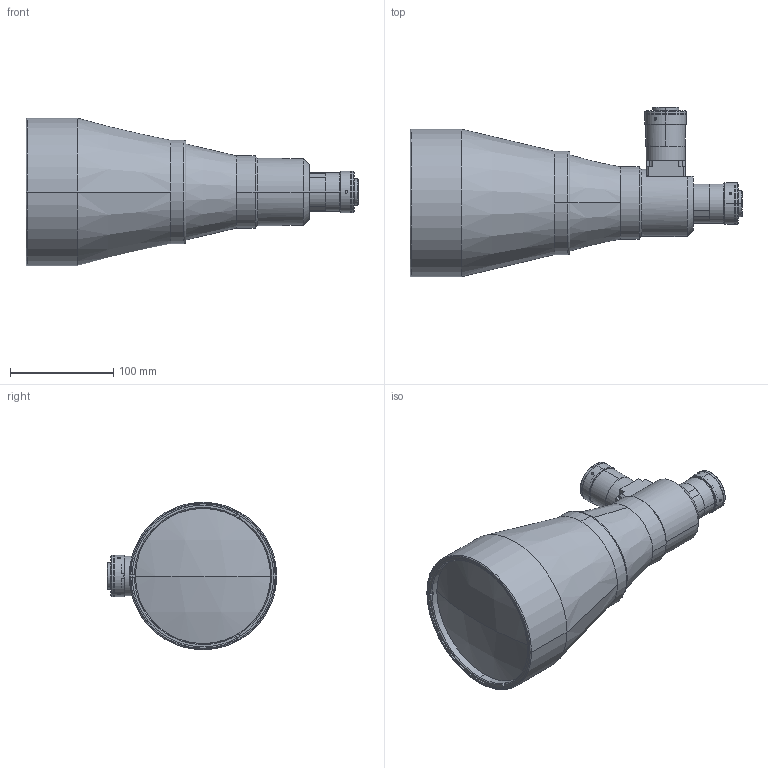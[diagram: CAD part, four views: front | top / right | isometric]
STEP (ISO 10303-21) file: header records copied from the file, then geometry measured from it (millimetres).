
FILE_DESCRIPTION (( 'STEP AP214' ), '1' );
FILE_NAME ('TCDP12C23C096.STEP', '2015-10-15T09:41:01', ( '' ), ( '' ), 'SwSTEP 2.0', 'SolidWorks 2013', '' );
FILE_SCHEMA (( 'AUTOMOTIVE_DESIGN' ));
Length unit declared in the file: millimetre
Products named in the file (1): TCDP12C23C096
Bounding box: 321.51 x 164.23 x 143 mm (x, y, z)
Surface area: 149968.5 mm2 (no closed solid volume)
Topology: 0 solids, 20 shells, 171 faces, 515 edges, 369 vertices
Faces by surface type: cylinder 73, plane 60, cone 32, torus 4, sphere 2
Entity records: 8268 total; most frequent: CARTESIAN_POINT 1560, DIRECTION 1095, ORIENTED_EDGE 844, EDGE_CURVE 515, AXIS2_PLACEMENT_3D 444, VERTEX_POINT 369, CIRCLE 272, EDGE_LOOP 227
